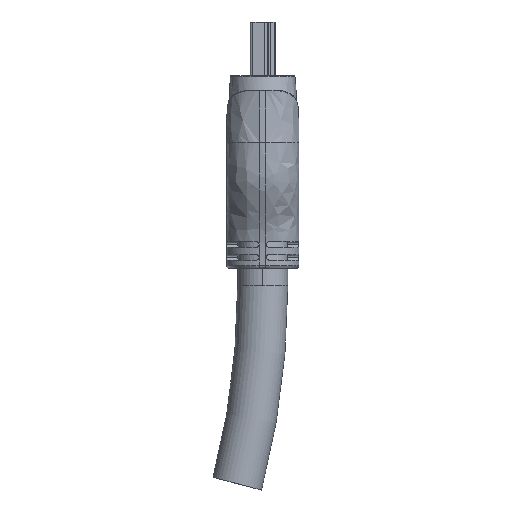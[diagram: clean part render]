
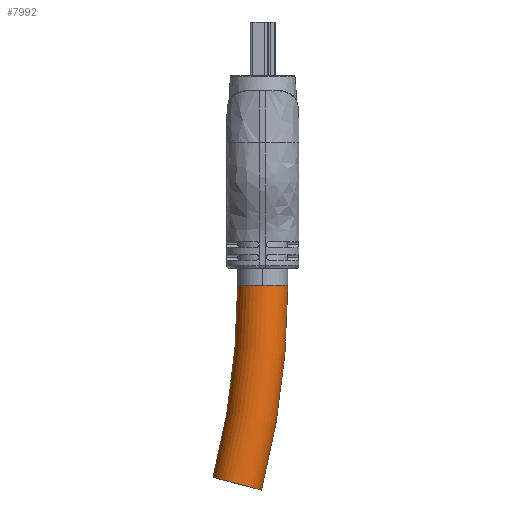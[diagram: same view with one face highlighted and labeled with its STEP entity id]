
A CAD part, left-side view. The second image highlights one B-rep face of the part: STEP entity #7992.
In plain terms, the highlighted toroidal (fillet/blend) face has major radius 140.996 mm and minor radius 4.5 mm.
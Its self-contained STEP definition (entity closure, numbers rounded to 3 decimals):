
#2686 = DIRECTION ( 'NONE',  ( 0., 0., -1. ) ) ;
#2687 = DIRECTION ( 'NONE',  ( 1., 0., 0. ) ) ;
#2688 = CARTESIAN_POINT ( 'NONE',  ( 0., 140.996, -37.611 ) ) ;
#2689 = AXIS2_PLACEMENT_3D ( 'NONE', #2688, #2687, #2686 ) ;
#2690 = CIRCLE ( 'NONE', #2689, 136.496 ) ;
#2691 = CARTESIAN_POINT ( 'NONE',  ( 0., 4.5, -37.611 ) ) ;
#2692 = CARTESIAN_POINT ( 'NONE',  ( 0., 8.917, -72.055 ) ) ;
#2698 = CARTESIAN_POINT ( 'NONE',  ( 0., 0.209, -74.326 ) ) ;
#2699 = DIRECTION ( 'NONE',  ( 0., 0., -1. ) ) ;
#2700 = DIRECTION ( 'NONE',  ( 1., 0., 0. ) ) ;
#2701 = CARTESIAN_POINT ( 'NONE',  ( 0., 140.996, -37.611 ) ) ;
#2702 = AXIS2_PLACEMENT_3D ( 'NONE', #2701, #2700, #2699 ) ;
#2703 = DIRECTION ( 'NONE',  ( 0., 0., -1. ) ) ;
#2704 = DIRECTION ( 'NONE',  ( 1., 0., 0. ) ) ;
#2705 = AXIS2_PLACEMENT_3D ( 'NONE', #2707, #2704, #2703 ) ;
#2706 = CIRCLE ( 'NONE', #2702, 145.496 ) ;
#2707 = CARTESIAN_POINT ( 'NONE',  ( 0., 140.996, -37.611 ) ) ;
#2708 = TOROIDAL_SURFACE ( 'NONE', #2705, 140.996, 4.5 ) ;
#2712 = FACE_OUTER_BOUND ( 'NONE', #7993, .T. ) ;
#2734 = CARTESIAN_POINT ( 'NONE',  ( -4.5, 0., -37.611 ) ) ;
#2735 = DIRECTION ( 'NONE',  ( -1., 0., 0. ) ) ;
#2736 = DIRECTION ( 'NONE',  ( 0., 0., -1. ) ) ;
#2737 = CARTESIAN_POINT ( 'NONE',  ( 0., 0., -37.611 ) ) ;
#2738 = AXIS2_PLACEMENT_3D ( 'NONE', #2737, #2736, #2735 ) ;
#2739 = CIRCLE ( 'NONE', #2738, 4.5 ) ;
#2757 = CARTESIAN_POINT ( 'NONE',  ( 0., -4.5, -37.611 ) ) ;
#2785 = DIRECTION ( 'NONE',  ( -1., 0., 0. ) ) ;
#2786 = DIRECTION ( 'NONE',  ( 0., 0.252, -0.968 ) ) ;
#2787 = CARTESIAN_POINT ( 'NONE',  ( 0., 4.563, -73.19 ) ) ;
#2788 = AXIS2_PLACEMENT_3D ( 'NONE', #2787, #2786, #2785 ) ;
#2789 = CIRCLE ( 'NONE', #2788, 4.5 ) ;
#2790 = DIRECTION ( 'NONE',  ( -1., 0., 0. ) ) ;
#2791 = DIRECTION ( 'NONE',  ( 0., 0., -1. ) ) ;
#2792 = AXIS2_PLACEMENT_3D ( 'NONE', #2796, #2791, #2790 ) ;
#2793 = CIRCLE ( 'NONE', #2792, 4.5 ) ;
#2796 = CARTESIAN_POINT ( 'NONE',  ( 0., 0., -37.611 ) ) ;
#7992 = ADVANCED_FACE ( 'NONE', ( #2712 ), #2708, .T. ) ;
#7993 = EDGE_LOOP ( 'NONE', ( #7994, #8043, #8045, #8046, #8047 ) ) ;
#7994 = ORIENTED_EDGE ( 'NONE', *, *, #7995, .F. ) ;
#7995 = EDGE_CURVE ( 'NONE', #8023, #7996, #2706, .T. ) ;
#7996 = VERTEX_POINT ( 'NONE', #2698 ) ;
#7999 = VERTEX_POINT ( 'NONE', #2692 ) ;
#8001 = EDGE_CURVE ( 'NONE', #8002, #7999, #2690, .T. ) ;
#8002 = VERTEX_POINT ( 'NONE', #2691 ) ;
#8008 = EDGE_CURVE ( 'NONE', #8009, #8002, #2739, .T. ) ;
#8009 = VERTEX_POINT ( 'NONE', #2734 ) ;
#8023 = VERTEX_POINT ( 'NONE', #2757 ) ;
#8043 = ORIENTED_EDGE ( 'NONE', *, *, #8044, .T. ) ;
#8044 = EDGE_CURVE ( 'NONE', #8023, #8009, #2793, .T. ) ;
#8045 = ORIENTED_EDGE ( 'NONE', *, *, #8008, .T. ) ;
#8046 = ORIENTED_EDGE ( 'NONE', *, *, #8001, .T. ) ;
#8047 = ORIENTED_EDGE ( 'NONE', *, *, #8048, .F. ) ;
#8048 = EDGE_CURVE ( 'NONE', #7996, #7999, #2789, .T. ) ;
